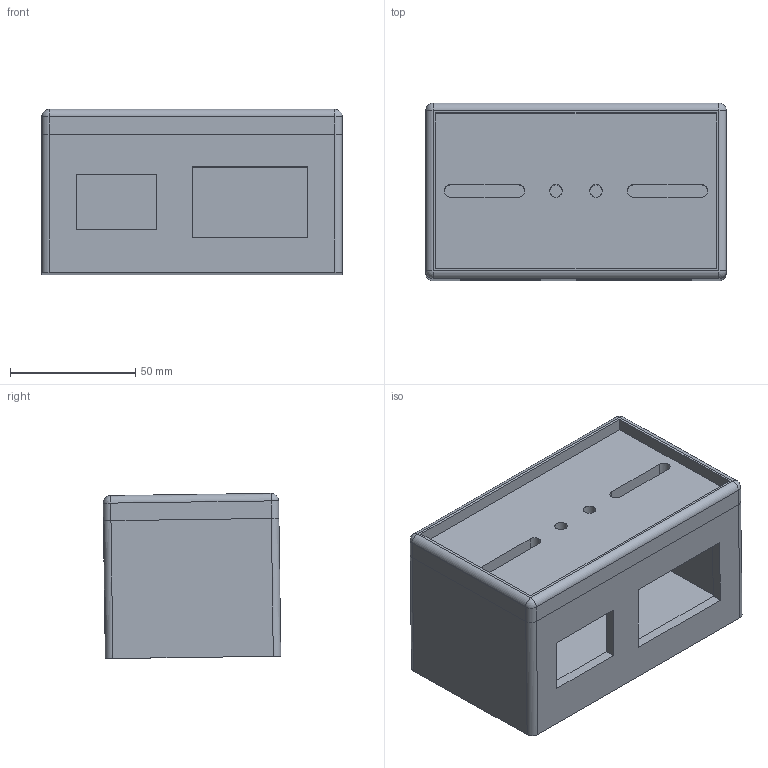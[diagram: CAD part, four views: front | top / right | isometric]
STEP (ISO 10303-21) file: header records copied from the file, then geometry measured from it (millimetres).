
FILE_DESCRIPTION(('STEP AP203'), '1');
FILE_NAME('栖闉罻', '', ('UNSPECIFIED'), ('UNSPECIFIED'), 'C3D Converter', 'C3D Toolkit', '');
FILE_SCHEMA(('CONFIG_CONTROL_DESIGN'));
Length unit declared in the file: millimetre
Assembly tree (2 placements, depth 2):
  (unnamed)
    (unnamed)
    (unnamed)
Bounding box: 120 x 70.85 x 65.92 mm (x, y, z)
Volume: 184128.6 mm3; surface area: 76350.9 mm2
Topology: 2 solids, 2 shells, 65 faces, 166 edges, 104 vertices
Faces by surface type: plane 43, cylinder 18, sphere 4
Full cylindrical faces by diameter (mm): 5 x2
Entity records: 2077 total; most frequent: CARTESIAN_POINT 332, DIRECTION 332, ORIENTED_EDGE 320, EDGE_CURVE 160, LINE 124, VECTOR 124, AXIS2_PLACEMENT_3D 104, VERTEX_POINT 104
